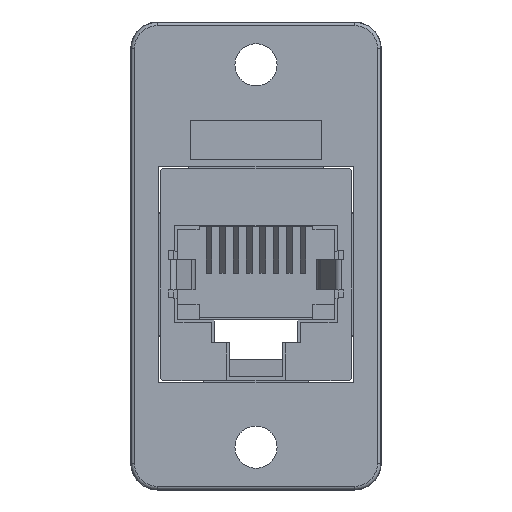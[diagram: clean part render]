
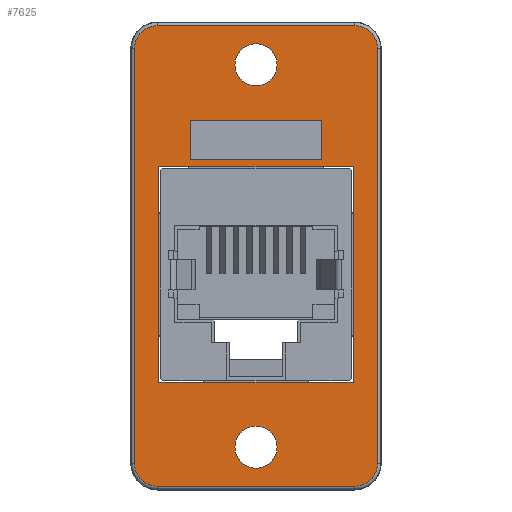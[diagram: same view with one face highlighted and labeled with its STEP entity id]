
A CAD part, front view. The second image highlights one B-rep face of the part: STEP entity #7625.
In plain terms, the highlighted planar face has unit normal (0, -1, 0).
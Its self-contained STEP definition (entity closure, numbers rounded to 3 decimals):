
#111=FACE_BOUND('',#873,.T.);
#112=FACE_BOUND('',#874,.T.);
#113=FACE_BOUND('',#875,.T.);
#114=FACE_BOUND('',#876,.T.);
#470=FACE_OUTER_BOUND('',#872,.T.);
#872=EDGE_LOOP('',(#6371,#6372,#6373,#6374,#6375,#6376,#6377,#6378));
#873=EDGE_LOOP('',(#6379));
#874=EDGE_LOOP('',(#6380));
#875=EDGE_LOOP('',(#6381,#6382,#6383,#6384));
#876=EDGE_LOOP('',(#6385,#6386,#6387,#6388));
#987=CIRCLE('',#8052,1.714);
#991=CIRCLE('',#8058,1.714);
#995=CIRCLE('',#8064,1.714);
#999=CIRCLE('',#8070,1.714);
#1002=CIRCLE('',#8078,1.6);
#1003=CIRCLE('',#8079,1.6);
#1813=LINE('',#11982,#2738);
#1814=LINE('',#11993,#2739);
#1816=LINE('',#12005,#2741);
#1818=LINE('',#12017,#2743);
#1827=LINE('',#12047,#2752);
#1828=LINE('',#12049,#2753);
#1829=LINE('',#12051,#2754);
#1830=LINE('',#12052,#2755);
#1831=LINE('',#12055,#2756);
#1832=LINE('',#12057,#2757);
#1833=LINE('',#12059,#2758);
#1834=LINE('',#12060,#2759);
#2738=VECTOR('',#9635,10.);
#2739=VECTOR('',#9648,10.);
#2741=VECTOR('',#9662,10.);
#2743=VECTOR('',#9676,10.);
#2752=VECTOR('',#9709,10.);
#2753=VECTOR('',#9710,10.);
#2754=VECTOR('',#9711,10.);
#2755=VECTOR('',#9712,10.);
#2756=VECTOR('',#9713,10.);
#2757=VECTOR('',#9714,10.);
#2758=VECTOR('',#9715,10.);
#2759=VECTOR('',#9716,10.);
#3452=VERTEX_POINT('',#11975);
#3455=VERTEX_POINT('',#11980);
#3457=VERTEX_POINT('',#11985);
#3459=VERTEX_POINT('',#11991);
#3461=VERTEX_POINT('',#11997);
#3463=VERTEX_POINT('',#12003);
#3465=VERTEX_POINT('',#12009);
#3467=VERTEX_POINT('',#12015);
#3473=VERTEX_POINT('',#12041);
#3474=VERTEX_POINT('',#12043);
#3475=VERTEX_POINT('',#12045);
#3476=VERTEX_POINT('',#12046);
#3477=VERTEX_POINT('',#12048);
#3478=VERTEX_POINT('',#12050);
#3479=VERTEX_POINT('',#12053);
#3480=VERTEX_POINT('',#12054);
#3481=VERTEX_POINT('',#12056);
#3482=VERTEX_POINT('',#12058);
#4433=EDGE_CURVE('',#3455,#3452,#1813,.T.);
#4435=EDGE_CURVE('',#3457,#3455,#987,.T.);
#4438=EDGE_CURVE('',#3459,#3457,#1814,.T.);
#4441=EDGE_CURVE('',#3461,#3459,#991,.T.);
#4444=EDGE_CURVE('',#3463,#3461,#1816,.T.);
#4447=EDGE_CURVE('',#3465,#3463,#995,.T.);
#4450=EDGE_CURVE('',#3467,#3465,#1818,.T.);
#4453=EDGE_CURVE('',#3452,#3467,#999,.T.);
#4463=EDGE_CURVE('',#3473,#3473,#1002,.T.);
#4464=EDGE_CURVE('',#3474,#3474,#1003,.T.);
#4465=EDGE_CURVE('',#3475,#3476,#1827,.T.);
#4466=EDGE_CURVE('',#3476,#3477,#1828,.T.);
#4467=EDGE_CURVE('',#3477,#3478,#1829,.T.);
#4468=EDGE_CURVE('',#3478,#3475,#1830,.T.);
#4469=EDGE_CURVE('',#3479,#3480,#1831,.T.);
#4470=EDGE_CURVE('',#3480,#3481,#1832,.T.);
#4471=EDGE_CURVE('',#3481,#3482,#1833,.T.);
#4472=EDGE_CURVE('',#3482,#3479,#1834,.T.);
#6371=ORIENTED_EDGE('',*,*,#4433,.F.);
#6372=ORIENTED_EDGE('',*,*,#4435,.F.);
#6373=ORIENTED_EDGE('',*,*,#4438,.F.);
#6374=ORIENTED_EDGE('',*,*,#4441,.F.);
#6375=ORIENTED_EDGE('',*,*,#4444,.F.);
#6376=ORIENTED_EDGE('',*,*,#4447,.F.);
#6377=ORIENTED_EDGE('',*,*,#4450,.F.);
#6378=ORIENTED_EDGE('',*,*,#4453,.F.);
#6379=ORIENTED_EDGE('',*,*,#4463,.T.);
#6380=ORIENTED_EDGE('',*,*,#4464,.T.);
#6381=ORIENTED_EDGE('',*,*,#4465,.T.);
#6382=ORIENTED_EDGE('',*,*,#4466,.T.);
#6383=ORIENTED_EDGE('',*,*,#4467,.T.);
#6384=ORIENTED_EDGE('',*,*,#4468,.T.);
#6385=ORIENTED_EDGE('',*,*,#4469,.T.);
#6386=ORIENTED_EDGE('',*,*,#4470,.T.);
#6387=ORIENTED_EDGE('',*,*,#4471,.T.);
#6388=ORIENTED_EDGE('',*,*,#4472,.T.);
#6926=PLANE('',#8077);
#7625=ADVANCED_FACE('',(#470,#111,#112,#113,#114),#6926,.F.);
#8052=AXIS2_PLACEMENT_3D('',#11987,#9640,#9641);
#8058=AXIS2_PLACEMENT_3D('',#11999,#9654,#9655);
#8064=AXIS2_PLACEMENT_3D('',#12011,#9668,#9669);
#8070=AXIS2_PLACEMENT_3D('',#12021,#9682,#9683);
#8077=AXIS2_PLACEMENT_3D('',#12040,#9703,#9704);
#8078=AXIS2_PLACEMENT_3D('',#12042,#9705,#9706);
#8079=AXIS2_PLACEMENT_3D('',#12044,#9707,#9708);
#9635=DIRECTION('',(0.,0.,-1.));
#9640=DIRECTION('center_axis',(0.,1.,0.));
#9641=DIRECTION('ref_axis',(0.707,0.,0.707));
#9648=DIRECTION('',(1.,0.,0.));
#9654=DIRECTION('center_axis',(0.,1.,0.));
#9655=DIRECTION('ref_axis',(-0.707,0.,0.707));
#9662=DIRECTION('',(0.,0.,1.));
#9668=DIRECTION('center_axis',(0.,1.,0.));
#9669=DIRECTION('ref_axis',(-0.707,0.,-0.707));
#9676=DIRECTION('',(-1.,0.,0.));
#9682=DIRECTION('center_axis',(0.,1.,0.));
#9683=DIRECTION('ref_axis',(0.707,0.,-0.707));
#9703=DIRECTION('center_axis',(0.,1.,0.));
#9704=DIRECTION('ref_axis',(0.,0.,1.));
#9705=DIRECTION('center_axis',(0.,1.,0.));
#9706=DIRECTION('ref_axis',(-1.,0.,0.));
#9707=DIRECTION('center_axis',(0.,1.,0.));
#9708=DIRECTION('ref_axis',(-1.,0.,0.));
#9709=DIRECTION('',(0.,0.,-1.));
#9710=DIRECTION('',(-1.,0.,0.));
#9711=DIRECTION('',(0.,0.,1.));
#9712=DIRECTION('',(1.,0.,0.));
#9713=DIRECTION('',(1.,0.,0.));
#9714=DIRECTION('',(0.,0.,-1.));
#9715=DIRECTION('',(-1.,0.,0.));
#9716=DIRECTION('',(0.,0.,1.));
#11975=CARTESIAN_POINT('',(9.214,0.,-15.75));
#11980=CARTESIAN_POINT('',(9.214,0.,15.75));
#11982=CARTESIAN_POINT('',(9.214,0.,8.875));
#11985=CARTESIAN_POINT('',(7.5,0.,17.464));
#11987=CARTESIAN_POINT('Origin',(7.5,0.,15.75));
#11991=CARTESIAN_POINT('',(-7.5,0.,17.464));
#11993=CARTESIAN_POINT('',(-4.75,0.,17.464));
#11997=CARTESIAN_POINT('',(-9.214,0.,15.75));
#11999=CARTESIAN_POINT('Origin',(-7.5,0.,15.75));
#12003=CARTESIAN_POINT('',(-9.214,0.,-15.75));
#12005=CARTESIAN_POINT('',(-9.214,0.,-8.875));
#12009=CARTESIAN_POINT('',(-7.5,0.,-17.464));
#12011=CARTESIAN_POINT('Origin',(-7.5,0.,-15.75));
#12015=CARTESIAN_POINT('',(7.5,0.,-17.464));
#12017=CARTESIAN_POINT('',(4.75,0.,-17.464));
#12021=CARTESIAN_POINT('Origin',(7.5,0.,-15.75));
#12040=CARTESIAN_POINT('Origin',(0.,0.,0.));
#12041=CARTESIAN_POINT('',(0.,0.,-12.9));
#12042=CARTESIAN_POINT('Origin',(0.,0.,-14.5));
#12043=CARTESIAN_POINT('',(0.,0.,16.1));
#12044=CARTESIAN_POINT('Origin',(0.,0.,14.5));
#12045=CARTESIAN_POINT('',(7.375,0.,6.8));
#12046=CARTESIAN_POINT('',(7.375,0.,-9.6));
#12047=CARTESIAN_POINT('',(7.375,0.,3.4));
#12048=CARTESIAN_POINT('',(-7.375,0.,-9.6));
#12049=CARTESIAN_POINT('',(3.688,0.,-9.6));
#12050=CARTESIAN_POINT('',(-7.375,0.,6.8));
#12051=CARTESIAN_POINT('',(-7.375,0.,-4.8));
#12052=CARTESIAN_POINT('',(-3.688,0.,6.8));
#12053=CARTESIAN_POINT('',(-5.,0.,10.3));
#12054=CARTESIAN_POINT('',(5.,0.,10.3));
#12055=CARTESIAN_POINT('',(-2.5,0.,10.3));
#12056=CARTESIAN_POINT('',(5.,0.,7.3));
#12057=CARTESIAN_POINT('',(5.,0.,5.15));
#12058=CARTESIAN_POINT('',(-5.,0.,7.3));
#12059=CARTESIAN_POINT('',(2.5,0.,7.3));
#12060=CARTESIAN_POINT('',(-5.,0.,3.65));
